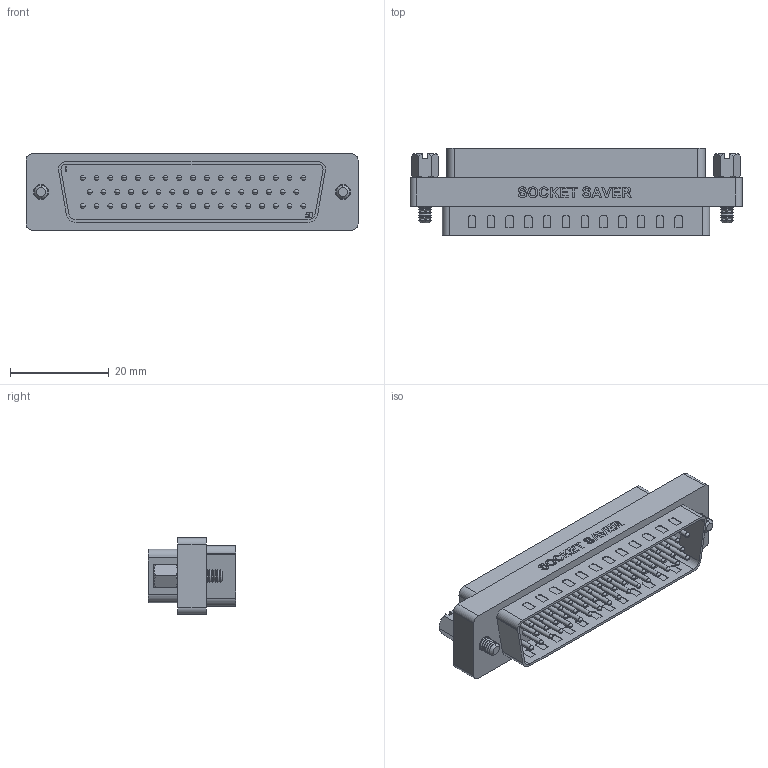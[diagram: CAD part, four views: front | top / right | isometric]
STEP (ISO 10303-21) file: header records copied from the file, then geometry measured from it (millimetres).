
FILE_DESCRIPTION (( 'STEP AP214' ), '1' );
FILE_NAME ('DGB50MF_3D.step', '2025-09-12T16:50:49', ( '' ), ( '' ), 'SwSTEP 2.0', 'SolidWorks 2022', '' );
FILE_SCHEMA (( 'AUTOMOTIVE_DESIGN' ));
Length unit declared in the file: inch
Products named in the file (5): 3AA05-002; SD50S_Without Mounting Flange and Solder Cups; DGB50MF_3D; DGB50F-MA1_SOCKET SAVER; SD50P_Without Mounting Flange and Solder Cups
Assembly tree (5 placements, depth 2):
  DGB50MF_3D
    DGB50F-MA1_SOCKET SAVER
    SD50S_Without Mounting Flange and Solder Cups
    SD50P_Without Mounting Flange and Solder Cups
    3AA05-002  x2
Bounding box: 67.31 x 17.65 x 15.49 mm (x, y, z)
Volume: 9809.3 mm3; surface area: 9932.5 mm2
Topology: 5 solids, 5 shells, 1176 faces, 3022 edges, 1932 vertices
Faces by surface type: plane 516, cylinder 356, bspline 132, sphere 112, cone 60
Entity records: 50193 total; most frequent: CARTESIAN_POINT 14263, ORIENTED_EDGE 5336, DIRECTION 5200, EDGE_CURVE 2668, AXIS2_PLACEMENT_3D 1812, VERTEX_POINT 1747, LINE 1576, VECTOR 1576
